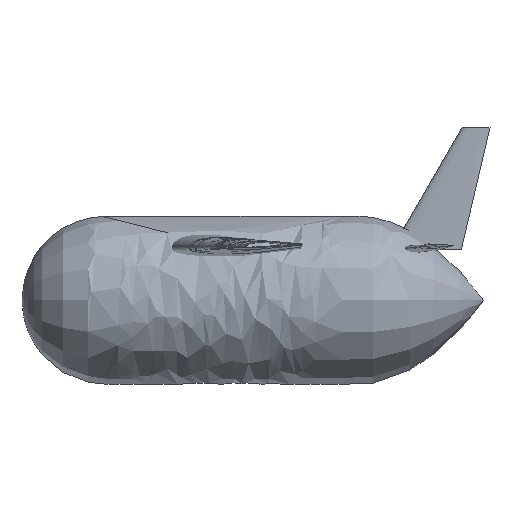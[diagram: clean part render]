
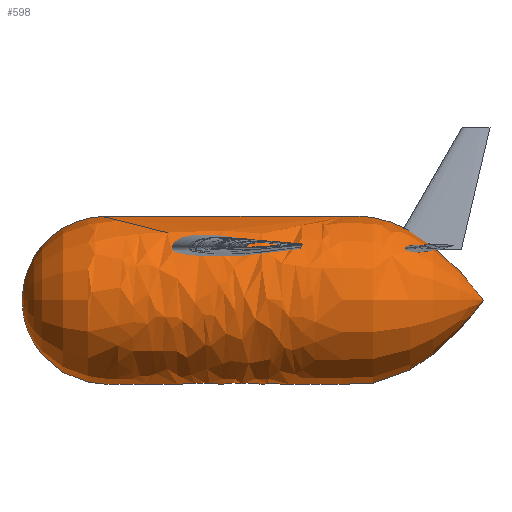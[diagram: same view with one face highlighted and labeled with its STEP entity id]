
A CAD part, front view. The second image highlights one B-rep face of the part: STEP entity #598.
In plain terms, the highlighted face is a revolution surface.
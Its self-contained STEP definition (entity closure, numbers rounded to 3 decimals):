
#598 = ADVANCED_FACE('',(#599),#603,.T.);
#599 = FACE_BOUND('',#600,.T.);
#600 = VERTEX_LOOP('',#601);
#601 = VERTEX_POINT('',#602);
#602 = CARTESIAN_POINT('',(0.,0.,0.));
#603 = SURFACE_OF_REVOLUTION('',#604,#632);
#604 = B_SPLINE_CURVE_WITH_KNOTS('',8,(#605,#606,#607,#608,#609,#610,
    #611,#612,#613,#614,#615,#616,#617,#618,#619,#620,#621,#622,#623,
    #624,#625,#626,#627,#628,#629,#630,#631),.UNSPECIFIED.,.F.,.F.,(9,6,
    6,6,9),(0.,0.302,0.515,0.729,1.),
  .UNSPECIFIED.);
#605 = CARTESIAN_POINT('',(0.,0.,0.));
#606 = CARTESIAN_POINT('',(0.022,0.,0.309));
#607 = CARTESIAN_POINT('',(0.028,0.,0.348));
#608 = CARTESIAN_POINT('',(0.254,0.,0.92));
#609 = CARTESIAN_POINT('',(0.361,0.,0.659));
#610 = CARTESIAN_POINT('',(0.653,0.,1.176));
#611 = CARTESIAN_POINT('',(0.89,0.,0.972));
#612 = CARTESIAN_POINT('',(1.304,0.,1.017));
#613 = CARTESIAN_POINT('',(1.719,0.,0.991));
#614 = CARTESIAN_POINT('',(1.89,0.,1.017));
#615 = CARTESIAN_POINT('',(2.063,0.,0.984));
#616 = CARTESIAN_POINT('',(2.234,0.,1.008));
#617 = CARTESIAN_POINT('',(2.406,0.,0.999));
#618 = CARTESIAN_POINT('',(2.75,0.,1.001));
#619 = CARTESIAN_POINT('',(3.094,0.,1.));
#620 = CARTESIAN_POINT('',(3.266,0.,0.998));
#621 = CARTESIAN_POINT('',(3.436,0.,1.003));
#622 = CARTESIAN_POINT('',(3.611,0.,1.002));
#623 = CARTESIAN_POINT('',(3.78,0.,0.991));
#624 = CARTESIAN_POINT('',(4.175,0.,1.036));
#625 = CARTESIAN_POINT('',(4.553,0.,0.889));
#626 = CARTESIAN_POINT('',(4.747,0.,0.804));
#627 = CARTESIAN_POINT('',(4.92,0.,0.626));
#628 = CARTESIAN_POINT('',(5.082,0.,0.522));
#629 = CARTESIAN_POINT('',(5.23,0.,0.332));
#630 = CARTESIAN_POINT('',(5.369,0.,0.177));
#631 = CARTESIAN_POINT('',(5.5,0.,0.));
#632 = AXIS1_PLACEMENT('',#633,#634);
#633 = CARTESIAN_POINT('',(0.,0.,0.));
#634 = DIRECTION('',(1.,0.,0.));
